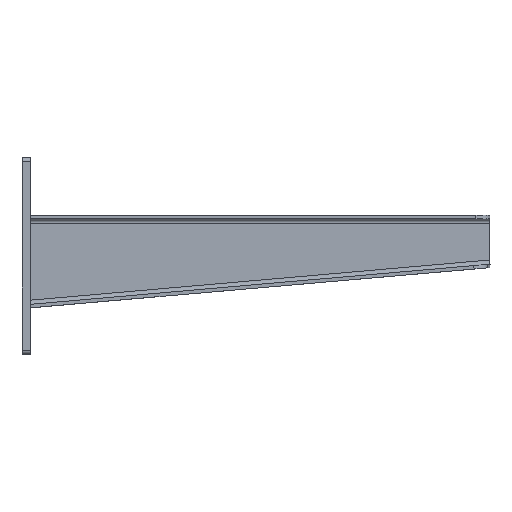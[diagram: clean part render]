
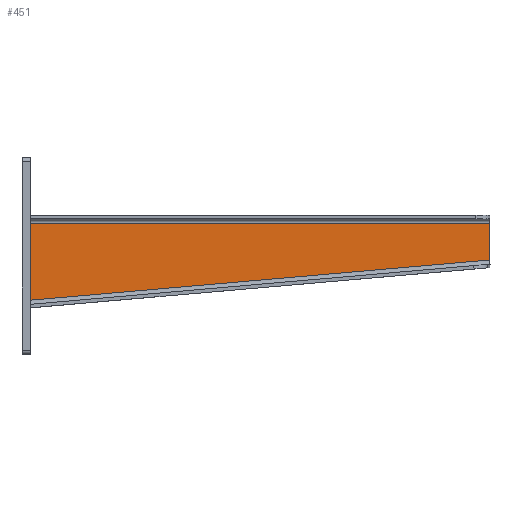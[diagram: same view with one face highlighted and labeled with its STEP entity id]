
A CAD part, top view. The second image highlights one B-rep face of the part: STEP entity #451.
In plain terms, the highlighted planar face has unit normal (0, 0, 1).
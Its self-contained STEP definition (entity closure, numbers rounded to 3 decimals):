
#260 = FACE_OUTER_BOUND ( 'NONE', #434, .T. ) ;
#332 = VERTEX_POINT ( 'NONE', #830 ) ;
#340 = VERTEX_POINT ( 'NONE', #819 ) ;
#341 = VERTEX_POINT ( 'NONE', #818 ) ;
#344 = VERTEX_POINT ( 'NONE', #1503 ) ;
#434 = EDGE_LOOP ( 'NONE', ( #947, #948, #949, #950 ) ) ;
#451 = ADVANCED_FACE ( 'NONE', ( #260 ), #1958, .F. ) ;
#818 = CARTESIAN_POINT ( 'NONE',  ( -330., -15.043, 0. ) ) ;
#819 = CARTESIAN_POINT ( 'NONE',  ( -3., 13.566, 0. ) ) ;
#830 = CARTESIAN_POINT ( 'NONE',  ( -330., 39.72, 0. ) ) ;
#947 = ORIENTED_EDGE ( 'NONE', *, *, #2329, .T. ) ;
#948 = ORIENTED_EDGE ( 'NONE', *, *, #2328, .F. ) ;
#949 = ORIENTED_EDGE ( 'NONE', *, *, #2330, .T. ) ;
#950 = ORIENTED_EDGE ( 'NONE', *, *, #2313, .T. ) ;
#993 = CARTESIAN_POINT ( 'NONE',  ( -330., 73.5, 0. ) ) ;
#999 = CARTESIAN_POINT ( 'NONE',  ( -624.996, -40.851, 0. ) ) ;
#1000 = DIRECTION ( 'NONE',  ( -0.996, -0.087, 0. ) ) ;
#1001 = DIRECTION ( 'NONE',  ( 0., -1., 0. ) ) ;
#1002 = CARTESIAN_POINT ( 'NONE',  ( -3., 73.5, 0. ) ) ;
#1003 = DIRECTION ( 'NONE',  ( 0., 1., 0. ) ) ;
#1384 = DIRECTION ( 'NONE',  ( -1., 0., 0. ) ) ;
#1388 = CARTESIAN_POINT ( 'NONE',  ( -635., 39.72, 0. ) ) ;
#1503 = CARTESIAN_POINT ( 'NONE',  ( -3., 39.72, 0. ) ) ;
#1775 = LINE ( 'NONE', #1388, #1777 ) ;
#1777 = VECTOR ( 'NONE', #1384, 1000. ) ;
#1797 = LINE ( 'NONE', #993, #1803 ) ;
#1798 = LINE ( 'NONE', #999, #1801 ) ;
#1801 = VECTOR ( 'NONE', #1000, 1000. ) ;
#1802 = LINE ( 'NONE', #1002, #1805 ) ;
#1803 = VECTOR ( 'NONE', #1001, 1000. ) ;
#1805 = VECTOR ( 'NONE', #1003, 1000. ) ;
#1953 = CARTESIAN_POINT ( 'NONE',  ( -635., 73.5, 0. ) ) ;
#1958 = PLANE ( 'NONE',  #2094 ) ;
#1961 = DIRECTION ( 'NONE',  ( 0., 0., -1. ) ) ;
#1962 = DIRECTION ( 'NONE',  ( -1., 0., 0. ) ) ;
#2094 = AXIS2_PLACEMENT_3D ( 'NONE', #1953, #1961, #1962 ) ;
#2313 = EDGE_CURVE ( 'NONE', #344, #332, #1775, .T. ) ;
#2328 = EDGE_CURVE ( 'NONE', #340, #341, #1798, .T. ) ;
#2329 = EDGE_CURVE ( 'NONE', #332, #341, #1797, .T. ) ;
#2330 = EDGE_CURVE ( 'NONE', #340, #344, #1802, .T. ) ;
